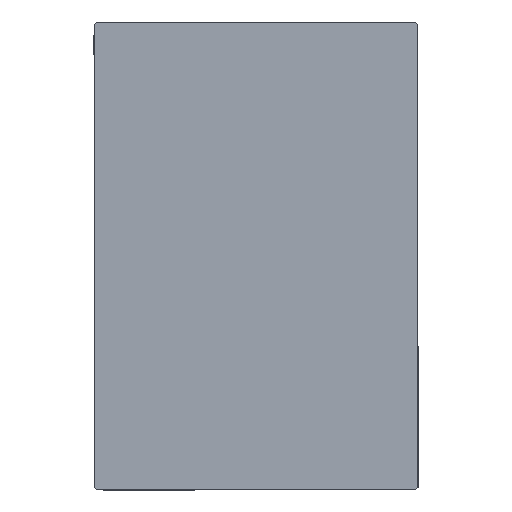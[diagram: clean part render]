
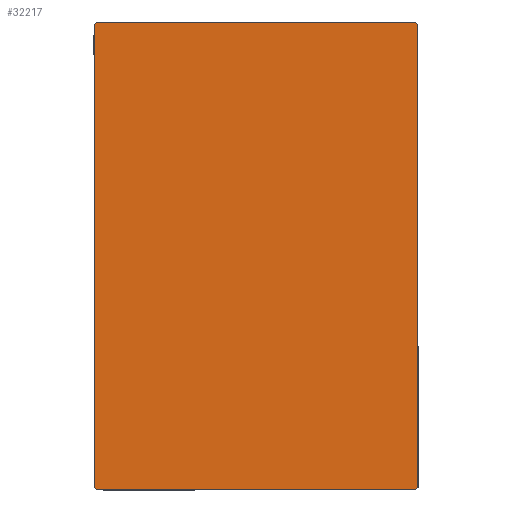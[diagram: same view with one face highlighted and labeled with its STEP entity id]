
A CAD part, left-side view. The second image highlights one B-rep face of the part: STEP entity #32217.
In plain terms, the highlighted face is planar.
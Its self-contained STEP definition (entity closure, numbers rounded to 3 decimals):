
#1180 = DIRECTION ( 'NONE',  ( 0., 1., 0. ) ) ;
#1193 = LINE ( 'NONE', #2032, #36791 ) ;
#1542 = VERTEX_POINT ( 'NONE', #41779 ) ;
#2032 = CARTESIAN_POINT ( 'NONE',  ( 70., -22.5, 32.5 ) ) ;
#2586 = CARTESIAN_POINT ( 'NONE',  ( 70., -27.35, 27.35 ) ) ;
#2614 = CARTESIAN_POINT ( 'NONE',  ( 70., 22.2, 32.5 ) ) ;
#3801 = CARTESIAN_POINT ( 'NONE',  ( 70., -22.5, -32.5 ) ) ;
#3983 = ORIENTED_EDGE ( 'NONE', *, *, #27720, .T. ) ;
#5081 = DIRECTION ( 'NONE',  ( 0., 0., -1. ) ) ;
#5835 = VECTOR ( 'NONE', #1180, 1000. ) ;
#6134 = ORIENTED_EDGE ( 'NONE', *, *, #12649, .T. ) ;
#6906 = VERTEX_POINT ( 'NONE', #14022 ) ;
#8131 = CARTESIAN_POINT ( 'NONE',  ( 70., 27.35, 27.35 ) ) ;
#10744 = CARTESIAN_POINT ( 'NONE',  ( 70., 0., 0. ) ) ;
#11088 = LINE ( 'NONE', #27854, #29623 ) ;
#11100 = ORIENTED_EDGE ( 'NONE', *, *, #23247, .T. ) ;
#11589 = ORIENTED_EDGE ( 'NONE', *, *, #41044, .T. ) ;
#12027 = DIRECTION ( 'NONE',  ( 0., -0.707, 0.707 ) ) ;
#12163 = ORIENTED_EDGE ( 'NONE', *, *, #42464, .T. ) ;
#12649 = EDGE_CURVE ( 'NONE', #26534, #16743, #11088, .T. ) ;
#13486 = LINE ( 'NONE', #16971, #42601 ) ;
#14022 = CARTESIAN_POINT ( 'NONE',  ( 70., -22.5, 32.2 ) ) ;
#14656 = FACE_OUTER_BOUND ( 'NONE', #25452, .T. ) ;
#15873 = DIRECTION ( 'NONE',  ( 0., -0.707, -0.707 ) ) ;
#16191 = LINE ( 'NONE', #29253, #37725 ) ;
#16743 = VERTEX_POINT ( 'NONE', #39897 ) ;
#16971 = CARTESIAN_POINT ( 'NONE',  ( 70., 27.35, -27.35 ) ) ;
#18126 = PLANE ( 'NONE',  #36214 ) ;
#19938 = LINE ( 'NONE', #26698, #22933 ) ;
#21600 = VERTEX_POINT ( 'NONE', #41402 ) ;
#21824 = ORIENTED_EDGE ( 'NONE', *, *, #24712, .T. ) ;
#22377 = ORIENTED_EDGE ( 'NONE', *, *, #31431, .T. ) ;
#22933 = VECTOR ( 'NONE', #36256, 1000. ) ;
#23247 = EDGE_CURVE ( 'NONE', #16743, #38509, #27742, .T. ) ;
#24275 = VECTOR ( 'NONE', #12027, 1000. ) ;
#24712 = EDGE_CURVE ( 'NONE', #38509, #25043, #19938, .T. ) ;
#25043 = VERTEX_POINT ( 'NONE', #32075 ) ;
#25452 = EDGE_LOOP ( 'NONE', ( #11589, #34684, #6134, #11100, #21824, #22377, #3983, #12163 ) ) ;
#26534 = VERTEX_POINT ( 'NONE', #42385 ) ;
#26698 = CARTESIAN_POINT ( 'NONE',  ( 70., 22.5, 32.5 ) ) ;
#27720 = EDGE_CURVE ( 'NONE', #6906, #21600, #1193, .T. ) ;
#27742 = LINE ( 'NONE', #8131, #24275 ) ;
#27854 = CARTESIAN_POINT ( 'NONE',  ( 70., 22.5, -32.5 ) ) ;
#29253 = CARTESIAN_POINT ( 'NONE',  ( 70., -27.35, -27.35 ) ) ;
#29623 = VECTOR ( 'NONE', #30681, 1000. ) ;
#29978 = CARTESIAN_POINT ( 'NONE',  ( 70., -22.2, -32.5 ) ) ;
#30358 = LINE ( 'NONE', #3801, #5835 ) ;
#30681 = DIRECTION ( 'NONE',  ( 0., 0., 1. ) ) ;
#31431 = EDGE_CURVE ( 'NONE', #25043, #6906, #32402, .T. ) ;
#32075 = CARTESIAN_POINT ( 'NONE',  ( 70., -22.2, 32.5 ) ) ;
#32217 = ADVANCED_FACE ( 'NONE', ( #14656 ), #18126, .T. ) ;
#32402 = LINE ( 'NONE', #2586, #34794 ) ;
#33495 = DIRECTION ( 'NONE',  ( 0., 0.707, 0.707 ) ) ;
#34457 = DIRECTION ( 'NONE',  ( 0., 0., -1. ) ) ;
#34684 = ORIENTED_EDGE ( 'NONE', *, *, #39581, .T. ) ;
#34794 = VECTOR ( 'NONE', #15873, 1000. ) ;
#36214 = AXIS2_PLACEMENT_3D ( 'NONE', #10744, #37494, #34457 ) ;
#36256 = DIRECTION ( 'NONE',  ( 0., -1., 0. ) ) ;
#36791 = VECTOR ( 'NONE', #5081, 1000. ) ;
#37494 = DIRECTION ( 'NONE',  ( 1., 0., 0. ) ) ;
#37725 = VECTOR ( 'NONE', #39247, 1000. ) ;
#38509 = VERTEX_POINT ( 'NONE', #2614 ) ;
#39247 = DIRECTION ( 'NONE',  ( 0., 0.707, -0.707 ) ) ;
#39581 = EDGE_CURVE ( 'NONE', #1542, #26534, #13486, .T. ) ;
#39882 = VERTEX_POINT ( 'NONE', #29978 ) ;
#39897 = CARTESIAN_POINT ( 'NONE',  ( 70., 22.5, 32.2 ) ) ;
#41044 = EDGE_CURVE ( 'NONE', #39882, #1542, #30358, .T. ) ;
#41402 = CARTESIAN_POINT ( 'NONE',  ( 70., -22.5, -32.2 ) ) ;
#41779 = CARTESIAN_POINT ( 'NONE',  ( 70., 22.2, -32.5 ) ) ;
#42385 = CARTESIAN_POINT ( 'NONE',  ( 70., 22.5, -32.2 ) ) ;
#42464 = EDGE_CURVE ( 'NONE', #21600, #39882, #16191, .T. ) ;
#42601 = VECTOR ( 'NONE', #33495, 1000. ) ;
